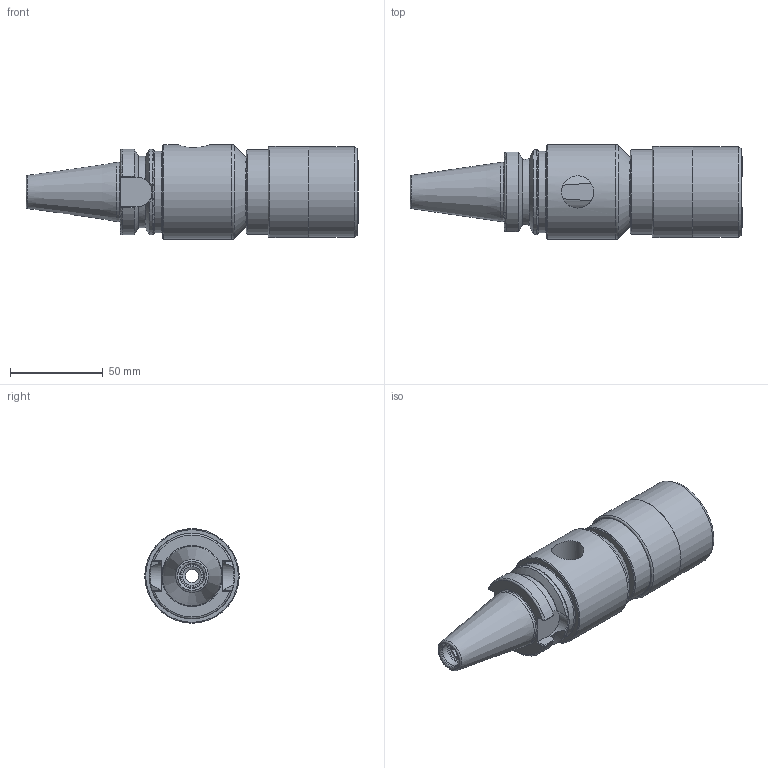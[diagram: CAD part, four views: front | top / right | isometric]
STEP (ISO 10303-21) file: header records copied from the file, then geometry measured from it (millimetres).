
FILE_DESCRIPTION(/* description */ (''),/* implementation_level */ '2;1');
FILE_NAME(/* name */ 'BT30-RT2-0511.stp',/* time_stamp */ '2019-08-02T14:32:01-05:00',/* author */ ('ldfli'),/* organization */ (''),/* preprocessor_version */ 'ST-DEVELOPER v18',/* originating_system */ 'Autodesk Inventor LT',/* authorisation */ '');
FILE_SCHEMA (('AUTOMOTIVE_DESIGN { 1 0 10303 214 3 1 1 }'));
Length unit declared in the file: millimetre
Products named in the file (1): BT30-RT2-0511
Bounding box: 178.65 x 50.8 x 50.8 mm (x, y, z)
Volume: 195871.6 mm3; surface area: 57189.8 mm2
Topology: 2 solids, 3 shells, 142 faces, 427 edges, 299 vertices
Faces by surface type: plane 48, cylinder 35, cone 25, torus 24, bspline 10
Full cylindrical faces by diameter (mm): 7 x1, 10 x1, 10.106 x1, 12.5 x1, 13.1 x1, 17.323 x1, 24.4 x1, 25.4 x2, 26.4 x1, 31 x1, 31.4 x1, 31.867 x1, 39.6 x1, 40 x3, 44 x2, 44.5 x1, 45.5 x1, 46 x1, 48.5 x1, 49 x1, 50.8 x1
Entity records: 5743 total; most frequent: CARTESIAN_POINT 1745, DIRECTION 858, ORIENTED_EDGE 854, EDGE_CURVE 427, AXIS2_PLACEMENT_3D 370, VERTEX_POINT 299, CIRCLE 234, EDGE_LOOP 158
